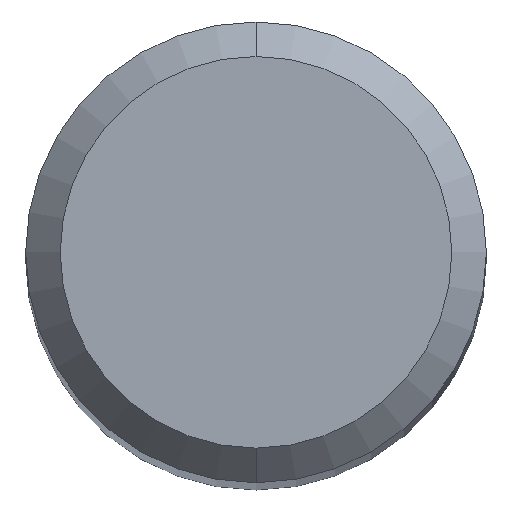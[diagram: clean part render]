
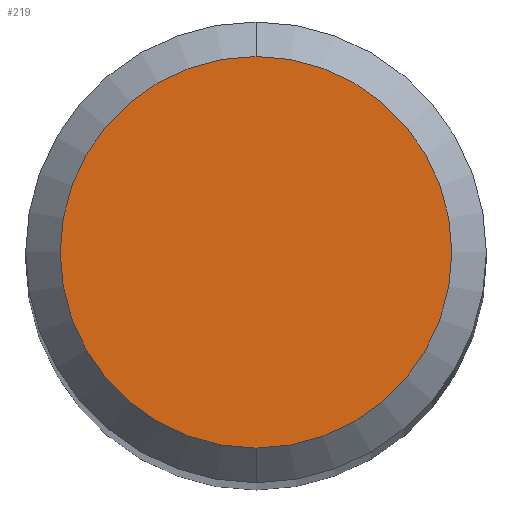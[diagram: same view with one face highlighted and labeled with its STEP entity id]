
A CAD part, top view. The second image highlights one B-rep face of the part: STEP entity #219.
In plain terms, the highlighted planar face has unit normal (0, 0, 1).
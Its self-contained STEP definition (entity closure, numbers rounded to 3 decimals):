
#193=VERTEX_POINT('',#509);
#219=ADVANCED_FACE('',(#540),#541,.T.);
#241=EDGE_CURVE('',#377,#193,#567,.T.);
#309=EDGE_CURVE('',#193,#377,#641,.T.);
#377=VERTEX_POINT('',#717);
#509=CARTESIAN_POINT('',(0.,-1.7,0.0));
#540=FACE_OUTER_BOUND('',#953,.T.);
#541=PLANE('',#954);
#567=CIRCLE('',#986,1.7);
#641=CIRCLE('',#1120,1.7);
#717=CARTESIAN_POINT('',(0.0,1.7,0.0));
#953=EDGE_LOOP('',(#1540,#1541));
#954=AXIS2_PLACEMENT_3D('',#1542,#1543,#1544);
#986=AXIS2_PLACEMENT_3D('',#1578,#1579,#1580);
#1120=AXIS2_PLACEMENT_3D('',#1665,#1666,#1667);
#1540=ORIENTED_EDGE('',*,*,#241,.F.);
#1541=ORIENTED_EDGE('',*,*,#309,.F.);
#1542=CARTESIAN_POINT('',(0.0,0.85,0.0));
#1543=DIRECTION('',(-0.0,0.0,1.0));
#1544=DIRECTION('',(0.0,-1.0,0.0));
#1578=CARTESIAN_POINT('',(0.0,0.0,0.0));
#1579=DIRECTION('',(0.0,0.0,-1.0));
#1580=DIRECTION('',(0.0,1.0,0.0));
#1665=CARTESIAN_POINT('',(0.0,0.0,0.0));
#1666=DIRECTION('',(0.0,0.0,-1.0));
#1667=DIRECTION('',(0.0,1.0,0.0));
